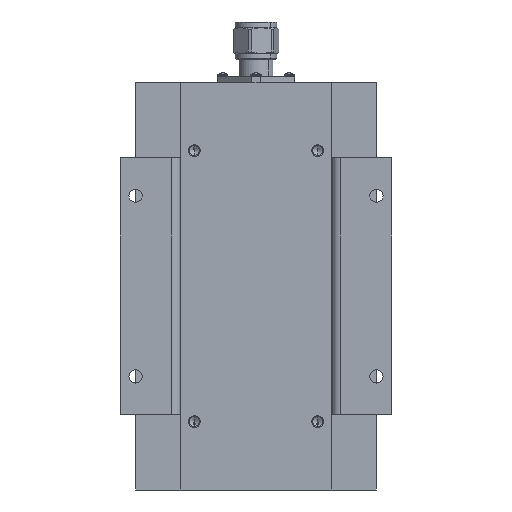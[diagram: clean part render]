
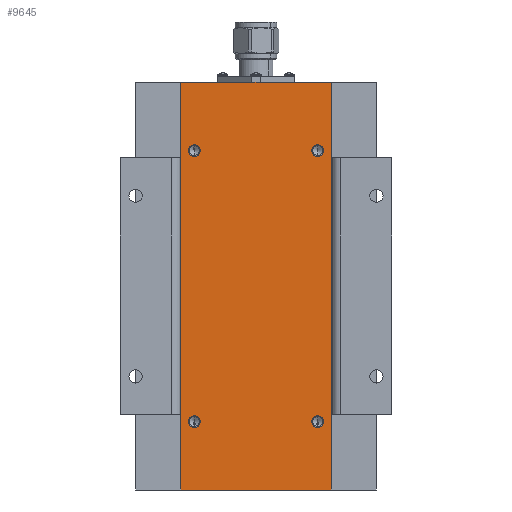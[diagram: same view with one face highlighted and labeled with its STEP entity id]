
A CAD part, front view. The second image highlights one B-rep face of the part: STEP entity #9645.
In plain terms, the highlighted planar face has unit normal (0, -1, 0).
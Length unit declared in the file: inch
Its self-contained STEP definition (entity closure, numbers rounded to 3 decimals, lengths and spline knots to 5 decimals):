
#161 = VERTEX_POINT ( 'NONE', #3758 ) ;
#241 = DIRECTION ( 'NONE',  ( 0., 0., -1. ) ) ;
#645 = DIRECTION ( 'NONE',  ( 0., -1., 0. ) ) ;
#2168 = ORIENTED_EDGE ( 'NONE', *, *, #20475, .T. ) ;
#2180 = EDGE_CURVE ( 'NONE', #7384, #6282, #5798, .T. ) ;
#2591 = PLANE ( 'NONE',  #25089 ) ;
#2598 = DIRECTION ( 'NONE',  ( 0., 0., -1. ) ) ;
#2815 = DIRECTION ( 'NONE',  ( 0., 0., -1. ) ) ;
#2868 = AXIS2_PLACEMENT_3D ( 'NONE', #21103, #10830, #2598 ) ;
#3244 = CARTESIAN_POINT ( 'NONE',  ( -1.025, -0.95, -2.34843 ) ) ;
#3264 = EDGE_CURVE ( 'NONE', #13312, #161, #23123, .T. ) ;
#3606 = LINE ( 'NONE', #15185, #4608 ) ;
#3758 = CARTESIAN_POINT ( 'NONE',  ( 1.025, -0.95, -2.15157 ) ) ;
#3999 = DIRECTION ( 'NONE',  ( 0., -1., 0. ) ) ;
#4505 = ORIENTED_EDGE ( 'NONE', *, *, #21203, .F. ) ;
#4545 = ORIENTED_EDGE ( 'NONE', *, *, #6637, .F. ) ;
#4608 = VECTOR ( 'NONE', #19368, 39.37008 ) ;
#4666 = ORIENTED_EDGE ( 'NONE', *, *, #2180, .F. ) ;
#5299 = VECTOR ( 'NONE', #10738, 39.37008 ) ;
#5470 = ORIENTED_EDGE ( 'NONE', *, *, #10695, .F. ) ;
#5484 = CARTESIAN_POINT ( 'NONE',  ( 1.25, -0.95, 3.385 ) ) ;
#5798 = CIRCLE ( 'NONE', #16985, 0.09843 ) ;
#6207 = CARTESIAN_POINT ( 'NONE',  ( -1.025, -0.95, -2.15157 ) ) ;
#6282 = VERTEX_POINT ( 'NONE', #16072 ) ;
#6426 = CARTESIAN_POINT ( 'NONE',  ( -1.025, -0.95, -2.25 ) ) ;
#6637 = EDGE_CURVE ( 'NONE', #27159, #20436, #27332, .T. ) ;
#6649 = CARTESIAN_POINT ( 'NONE',  ( 0., -0.95, -3.385 ) ) ;
#6718 = ORIENTED_EDGE ( 'NONE', *, *, #10236, .F. ) ;
#6785 = DIRECTION ( 'NONE',  ( 0., -1., 0. ) ) ;
#6834 = CARTESIAN_POINT ( 'NONE',  ( 0., -0.95, -3.385 ) ) ;
#6936 = ORIENTED_EDGE ( 'NONE', *, *, #24999, .F. ) ;
#7351 = FACE_BOUND ( 'NONE', #25264, .T. ) ;
#7384 = VERTEX_POINT ( 'NONE', #13792 ) ;
#8732 = FACE_BOUND ( 'NONE', #18151, .T. ) ;
#8828 = AXIS2_PLACEMENT_3D ( 'NONE', #20830, #3999, #12487 ) ;
#8890 = VECTOR ( 'NONE', #12700, 39.37008 ) ;
#8989 = AXIS2_PLACEMENT_3D ( 'NONE', #14392, #12347, #14488 ) ;
#9073 = CARTESIAN_POINT ( 'NONE',  ( -1.025, -0.95, 2.25 ) ) ;
#9507 = CARTESIAN_POINT ( 'NONE',  ( -1.025, -0.95, -2.25 ) ) ;
#9645 = ADVANCED_FACE ( 'NONE', ( #8732, #7351, #12971, #14332, #11018 ), #2591, .T. ) ;
#9986 = EDGE_CURVE ( 'NONE', #161, #13312, #21261, .T. ) ;
#10071 = ORIENTED_EDGE ( 'NONE', *, *, #16665, .T. ) ;
#10125 = LINE ( 'NONE', #6649, #15398 ) ;
#10236 = EDGE_CURVE ( 'NONE', #6282, #7384, #21588, .T. ) ;
#10397 = VERTEX_POINT ( 'NONE', #5484 ) ;
#10695 = EDGE_CURVE ( 'NONE', #26421, #26754, #23565, .T. ) ;
#10738 = DIRECTION ( 'NONE',  ( 1., 0., 0. ) ) ;
#10830 = DIRECTION ( 'NONE',  ( 0., -1., 0. ) ) ;
#10987 = DIRECTION ( 'NONE',  ( 0., 0., -1. ) ) ;
#11018 = FACE_OUTER_BOUND ( 'NONE', #21336, .T. ) ;
#11378 = ORIENTED_EDGE ( 'NONE', *, *, #9986, .F. ) ;
#11618 = EDGE_LOOP ( 'NONE', ( #4505, #5470 ) ) ;
#11837 = EDGE_CURVE ( 'NONE', #20436, #27159, #12260, .T. ) ;
#12260 = CIRCLE ( 'NONE', #13772, 0.09843 ) ;
#12347 = DIRECTION ( 'NONE',  ( 0., -1., 0. ) ) ;
#12487 = DIRECTION ( 'NONE',  ( 0., 0., -1. ) ) ;
#12500 = CARTESIAN_POINT ( 'NONE',  ( 1.025, -0.95, 2.15157 ) ) ;
#12700 = DIRECTION ( 'NONE',  ( 0., 0., 1. ) ) ;
#12971 = FACE_BOUND ( 'NONE', #18307, .T. ) ;
#13202 = DIRECTION ( 'NONE',  ( 0., 0., -1. ) ) ;
#13232 = CARTESIAN_POINT ( 'NONE',  ( 1.25, -0.95, -3.385 ) ) ;
#13312 = VERTEX_POINT ( 'NONE', #22690 ) ;
#13772 = AXIS2_PLACEMENT_3D ( 'NONE', #9507, #19848, #22038 ) ;
#13792 = CARTESIAN_POINT ( 'NONE',  ( -1.025, -0.95, 2.15157 ) ) ;
#14332 = FACE_BOUND ( 'NONE', #11618, .T. ) ;
#14392 = CARTESIAN_POINT ( 'NONE',  ( 1.025, -0.95, -2.25 ) ) ;
#14488 = DIRECTION ( 'NONE',  ( 0., 0., -1. ) ) ;
#15185 = CARTESIAN_POINT ( 'NONE',  ( 1.25, -0.95, -3.385 ) ) ;
#15187 = DIRECTION ( 'NONE',  ( 0., -1., 0. ) ) ;
#15398 = VECTOR ( 'NONE', #17200, 39.37008 ) ;
#15437 = EDGE_CURVE ( 'NONE', #25115, #10397, #25807, .T. ) ;
#15657 = AXIS2_PLACEMENT_3D ( 'NONE', #6426, #6785, #241 ) ;
#15773 = CARTESIAN_POINT ( 'NONE',  ( 1.025, -0.95, 2.25 ) ) ;
#16072 = CARTESIAN_POINT ( 'NONE',  ( -1.025, -0.95, 2.34843 ) ) ;
#16665 = EDGE_CURVE ( 'NONE', #20022, #10397, #3606, .T. ) ;
#16771 = ORIENTED_EDGE ( 'NONE', *, *, #15437, .F. ) ;
#16985 = AXIS2_PLACEMENT_3D ( 'NONE', #9073, #645, #10987 ) ;
#17200 = DIRECTION ( 'NONE',  ( 1., 0., 0. ) ) ;
#17465 = LINE ( 'NONE', #19269, #8890 ) ;
#17480 = AXIS2_PLACEMENT_3D ( 'NONE', #15773, #22135, #21940 ) ;
#18151 = EDGE_LOOP ( 'NONE', ( #23586, #11378 ) ) ;
#18307 = EDGE_LOOP ( 'NONE', ( #4666, #6718 ) ) ;
#18381 = CIRCLE ( 'NONE', #17480, 0.09843 ) ;
#19092 = CARTESIAN_POINT ( 'NONE',  ( -1.25, -0.95, -3.385 ) ) ;
#19269 = CARTESIAN_POINT ( 'NONE',  ( -1.25, -0.95, -3.385 ) ) ;
#19368 = DIRECTION ( 'NONE',  ( 0., 0., 1. ) ) ;
#19467 = CARTESIAN_POINT ( 'NONE',  ( -1.25, -0.95, 3.385 ) ) ;
#19694 = DIRECTION ( 'NONE',  ( 0., -1., 0. ) ) ;
#19702 = VERTEX_POINT ( 'NONE', #19092 ) ;
#19848 = DIRECTION ( 'NONE',  ( 0., -1., 0. ) ) ;
#20022 = VERTEX_POINT ( 'NONE', #13232 ) ;
#20436 = VERTEX_POINT ( 'NONE', #6207 ) ;
#20475 = EDGE_CURVE ( 'NONE', #19702, #20022, #10125, .T. ) ;
#20830 = CARTESIAN_POINT ( 'NONE',  ( 1.025, -0.95, 2.25 ) ) ;
#21103 = CARTESIAN_POINT ( 'NONE',  ( 1.025, -0.95, -2.25 ) ) ;
#21203 = EDGE_CURVE ( 'NONE', #26754, #26421, #18381, .T. ) ;
#21261 = CIRCLE ( 'NONE', #8989, 0.09843 ) ;
#21336 = EDGE_LOOP ( 'NONE', ( #16771, #6936, #2168, #10071 ) ) ;
#21358 = CARTESIAN_POINT ( 'NONE',  ( 0., -0.95, 3.385 ) ) ;
#21588 = CIRCLE ( 'NONE', #22590, 0.09843 ) ;
#21940 = DIRECTION ( 'NONE',  ( 0., 0., -1. ) ) ;
#22038 = DIRECTION ( 'NONE',  ( 0., 0., -1. ) ) ;
#22135 = DIRECTION ( 'NONE',  ( 0., -1., 0. ) ) ;
#22590 = AXIS2_PLACEMENT_3D ( 'NONE', #23879, #15187, #2815 ) ;
#22690 = CARTESIAN_POINT ( 'NONE',  ( 1.025, -0.95, -2.34843 ) ) ;
#23123 = CIRCLE ( 'NONE', #2868, 0.09843 ) ;
#23565 = CIRCLE ( 'NONE', #8828, 0.09843 ) ;
#23586 = ORIENTED_EDGE ( 'NONE', *, *, #3264, .F. ) ;
#23879 = CARTESIAN_POINT ( 'NONE',  ( -1.025, -0.95, 2.25 ) ) ;
#24999 = EDGE_CURVE ( 'NONE', #19702, #25115, #17465, .T. ) ;
#25089 = AXIS2_PLACEMENT_3D ( 'NONE', #6834, #19694, #13202 ) ;
#25115 = VERTEX_POINT ( 'NONE', #19467 ) ;
#25217 = ORIENTED_EDGE ( 'NONE', *, *, #11837, .F. ) ;
#25264 = EDGE_LOOP ( 'NONE', ( #4545, #25217 ) ) ;
#25807 = LINE ( 'NONE', #21358, #5299 ) ;
#26421 = VERTEX_POINT ( 'NONE', #26685 ) ;
#26685 = CARTESIAN_POINT ( 'NONE',  ( 1.025, -0.95, 2.34843 ) ) ;
#26754 = VERTEX_POINT ( 'NONE', #12500 ) ;
#27159 = VERTEX_POINT ( 'NONE', #3244 ) ;
#27332 = CIRCLE ( 'NONE', #15657, 0.09843 ) ;
